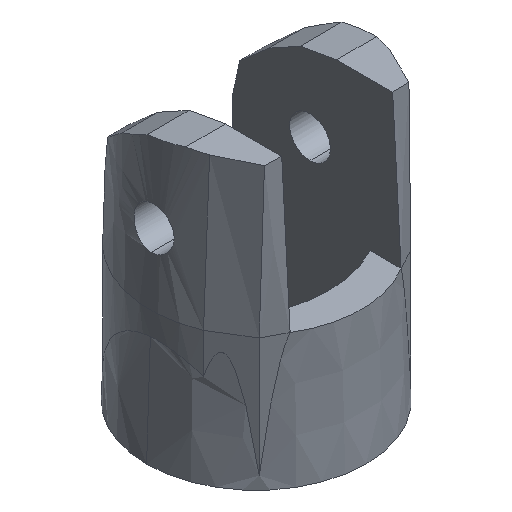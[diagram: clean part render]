
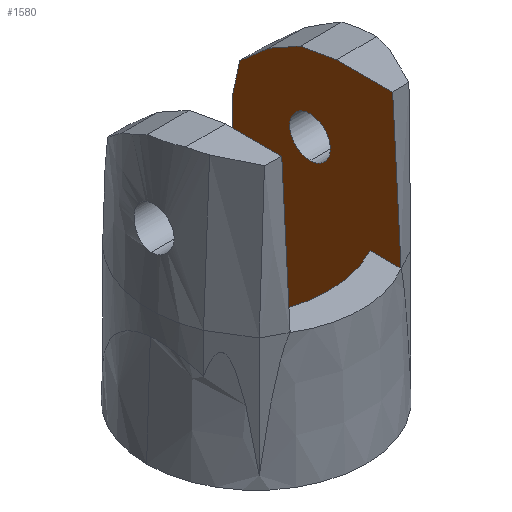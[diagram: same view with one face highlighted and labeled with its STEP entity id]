
A CAD part, isometric view. The second image highlights one B-rep face of the part: STEP entity #1580.
In plain terms, the highlighted planar face has unit normal (-1, 0, 0).
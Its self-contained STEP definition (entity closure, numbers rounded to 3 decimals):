
#11 = DIRECTION ( 'NONE',  ( 0., 0., 1. ) ) ;
#20 = EDGE_CURVE ( 'NONE', #1331, #186, #1073, .T. ) ;
#51 = CARTESIAN_POINT ( 'NONE',  ( 15.36, 5.531, 21.7 ) ) ;
#62 = CARTESIAN_POINT ( 'NONE',  ( 15.36, -6.862, 21.7 ) ) ;
#96 = CIRCLE ( 'NONE', #1718, 1.575 ) ;
#118 = EDGE_CURVE ( 'NONE', #1438, #507, #556, .T. ) ;
#133 = VERTEX_POINT ( 'NONE', #494 ) ;
#143 = CARTESIAN_POINT ( 'NONE',  ( 15.36, -0.452, 15.484 ) ) ;
#180 = ORIENTED_EDGE ( 'NONE', *, *, #479, .F. ) ;
#183 = CARTESIAN_POINT ( 'NONE',  ( 15.36, 3.183, 0. ) ) ;
#186 = VERTEX_POINT ( 'NONE', #1307 ) ;
#237 = VECTOR ( 'NONE', #819, 1000. ) ;
#265 = DIRECTION ( 'NONE',  ( -1., 0., 0. ) ) ;
#268 = ORIENTED_EDGE ( 'NONE', *, *, #568, .F. ) ;
#281 = LINE ( 'NONE', #1253, #1467 ) ;
#300 = FACE_OUTER_BOUND ( 'NONE', #712, .T. ) ;
#322 = VERTEX_POINT ( 'NONE', #62 ) ;
#368 = CARTESIAN_POINT ( 'NONE',  ( 15.36, -5.117, -0.001 ) ) ;
#374 = CARTESIAN_POINT ( 'NONE',  ( 15.36, 0.318, 21.199 ) ) ;
#375 = VECTOR ( 'NONE', #386, 1000. ) ;
#386 = DIRECTION ( 'NONE',  ( 0., -1., 0. ) ) ;
#401 = CARTESIAN_POINT ( 'NONE',  ( 15.36, 3.183, 10.2 ) ) ;
#404 = DIRECTION ( 'NONE',  ( 0., 0., 1. ) ) ;
#407 = CARTESIAN_POINT ( 'NONE',  ( 15.36, -0.589, 10.2 ) ) ;
#443 = EDGE_CURVE ( 'NONE', #449, #133, #1514, .T. ) ;
#449 = VERTEX_POINT ( 'NONE', #1347 ) ;
#474 = FACE_BOUND ( 'NONE', #1650, .T. ) ;
#477 = VERTEX_POINT ( 'NONE', #1130 ) ;
#479 = EDGE_CURVE ( 'NONE', #692, #1474, #898, .T. ) ;
#494 = CARTESIAN_POINT ( 'NONE',  ( 15.36, 5.531, 15.439 ) ) ;
#507 = VERTEX_POINT ( 'NONE', #1119 ) ;
#516 = EDGE_CURVE ( 'NONE', #1438, #1324, #281, .T. ) ;
#532 = LINE ( 'NONE', #685, #237 ) ;
#533 = VECTOR ( 'NONE', #1267, 1000. ) ;
#554 = VECTOR ( 'NONE', #1372, 1000. ) ;
#556 = LINE ( 'NONE', #183, #704 ) ;
#562 = CARTESIAN_POINT ( 'NONE',  ( 15.36, 2.755, 19.845 ) ) ;
#568 = EDGE_CURVE ( 'NONE', #133, #692, #1263, .T. ) ;
#597 = DIRECTION ( 'NONE',  ( 0., -1., 0. ) ) ;
#632 = CARTESIAN_POINT ( 'NONE',  ( 15.36, 4.981, 17.895 ) ) ;
#665 = CARTESIAN_POINT ( 'NONE',  ( 15.36, -0.452, 13.909 ) ) ;
#672 = VECTOR ( 'NONE', #813, 1000. ) ;
#675 = ORIENTED_EDGE ( 'NONE', *, *, #1195, .F. ) ;
#685 = CARTESIAN_POINT ( 'NONE',  ( 15.36, -7.513, 10.2 ) ) ;
#692 = VERTEX_POINT ( 'NONE', #632 ) ;
#704 = VECTOR ( 'NONE', #597, 1000. ) ;
#708 = CARTESIAN_POINT ( 'NONE',  ( 15.36, 3.183, -0.001 ) ) ;
#710 = CARTESIAN_POINT ( 'NONE',  ( 15.36, 8.715, 1.239 ) ) ;
#712 = EDGE_LOOP ( 'NONE', ( #268, #958, #1239, #1642, #1471, #1089, #1640, #1412, #1300, #675, #1145, #180 ) ) ;
#713 = DIRECTION ( 'NONE',  ( -1., 0., 0. ) ) ;
#718 = DIRECTION ( 'NONE',  ( 0., -0.219, 0.976 ) ) ;
#721 = VECTOR ( 'NONE', #1148, 1000. ) ;
#732 = EDGE_CURVE ( 'NONE', #507, #477, #1175, .T. ) ;
#783 = VECTOR ( 'NONE', #964, 1000. ) ;
#786 = VECTOR ( 'NONE', #11, 1000. ) ;
#797 = VECTOR ( 'NONE', #1744, 1000. ) ;
#813 = DIRECTION ( 'NONE',  ( 0., -0.874, 0.486 ) ) ;
#819 = DIRECTION ( 'NONE',  ( 0., 0.057, 0.998 ) ) ;
#838 = CARTESIAN_POINT ( 'NONE',  ( 15.36, 6.741, 20.06 ) ) ;
#856 = DIRECTION ( 'NONE',  ( 0., 0., 1. ) ) ;
#859 = VECTOR ( 'NONE', #718, 1000. ) ;
#862 = CARTESIAN_POINT ( 'NONE',  ( 15.36, 12.834, 11.014 ) ) ;
#869 = ORIENTED_EDGE ( 'NONE', *, *, #1554, .F. ) ;
#898 = LINE ( 'NONE', #862, #533 ) ;
#941 = AXIS2_PLACEMENT_3D ( 'NONE', #708, #1393, #1286 ) ;
#958 = ORIENTED_EDGE ( 'NONE', *, *, #443, .F. ) ;
#964 = DIRECTION ( 'NONE',  ( 0., 1., 0. ) ) ;
#991 = CARTESIAN_POINT ( 'NONE',  ( 15.36, -7.513, 10.2 ) ) ;
#1032 = AXIS2_PLACEMENT_3D ( 'NONE', #1227, #265, #404 ) ;
#1073 = CIRCLE ( 'NONE', #1032, 1.575 ) ;
#1081 = CARTESIAN_POINT ( 'NONE',  ( 15.36, 5.531, 10.2 ) ) ;
#1087 = LINE ( 'NONE', #1236, #672 ) ;
#1089 = ORIENTED_EDGE ( 'NONE', *, *, #732, .T. ) ;
#1096 = LINE ( 'NONE', #51, #721 ) ;
#1102 = CARTESIAN_POINT ( 'NONE',  ( 15.36, 3.183, 0. ) ) ;
#1119 = CARTESIAN_POINT ( 'NONE',  ( 15.36, -5.117, 0. ) ) ;
#1130 = CARTESIAN_POINT ( 'NONE',  ( 15.36, -5.117, 10.2 ) ) ;
#1145 = ORIENTED_EDGE ( 'NONE', *, *, #1149, .F. ) ;
#1148 = DIRECTION ( 'NONE',  ( 0., -1., 0. ) ) ;
#1149 = EDGE_CURVE ( 'NONE', #1474, #1405, #1087, .T. ) ;
#1170 = EDGE_CURVE ( 'NONE', #1683, #322, #532, .T. ) ;
#1175 = LINE ( 'NONE', #368, #797 ) ;
#1195 = EDGE_CURVE ( 'NONE', #1405, #1234, #1261, .T. ) ;
#1227 = CARTESIAN_POINT ( 'NONE',  ( 15.36, -0.452, 15.484 ) ) ;
#1234 = VERTEX_POINT ( 'NONE', #1492 ) ;
#1236 = CARTESIAN_POINT ( 'NONE',  ( 15.36, 11.506, 14.985 ) ) ;
#1239 = ORIENTED_EDGE ( 'NONE', *, *, #1374, .T. ) ;
#1253 = CARTESIAN_POINT ( 'NONE',  ( 15.36, 3.183, -0.001 ) ) ;
#1261 = LINE ( 'NONE', #838, #554 ) ;
#1262 = DIRECTION ( 'NONE',  ( 0., 0., 1. ) ) ;
#1263 = LINE ( 'NONE', #710, #859 ) ;
#1267 = DIRECTION ( 'NONE',  ( 0., -0.752, 0.659 ) ) ;
#1286 = DIRECTION ( 'NONE',  ( 0., 0., -1. ) ) ;
#1300 = ORIENTED_EDGE ( 'NONE', *, *, #1611, .F. ) ;
#1307 = CARTESIAN_POINT ( 'NONE',  ( 15.36, -0.452, 17.059 ) ) ;
#1324 = VERTEX_POINT ( 'NONE', #401 ) ;
#1331 = VERTEX_POINT ( 'NONE', #665 ) ;
#1345 = ORIENTED_EDGE ( 'NONE', *, *, #20, .F. ) ;
#1347 = CARTESIAN_POINT ( 'NONE',  ( 15.36, 5.531, 10.2 ) ) ;
#1372 = DIRECTION ( 'NONE',  ( 0., -0.985, 0.175 ) ) ;
#1374 = EDGE_CURVE ( 'NONE', #449, #1324, #1422, .T. ) ;
#1393 = DIRECTION ( 'NONE',  ( 1., 0., 0. ) ) ;
#1405 = VERTEX_POINT ( 'NONE', #374 ) ;
#1412 = ORIENTED_EDGE ( 'NONE', *, *, #1170, .T. ) ;
#1422 = LINE ( 'NONE', #1081, #375 ) ;
#1438 = VERTEX_POINT ( 'NONE', #1102 ) ;
#1467 = VECTOR ( 'NONE', #856, 1000. ) ;
#1471 = ORIENTED_EDGE ( 'NONE', *, *, #118, .T. ) ;
#1474 = VERTEX_POINT ( 'NONE', #562 ) ;
#1492 = CARTESIAN_POINT ( 'NONE',  ( 15.36, -2.508, 21.7 ) ) ;
#1505 = CARTESIAN_POINT ( 'NONE',  ( 15.36, 5.531, 15.95 ) ) ;
#1514 = LINE ( 'NONE', #1505, #786 ) ;
#1527 = EDGE_CURVE ( 'NONE', #1683, #477, #1533, .T. ) ;
#1533 = LINE ( 'NONE', #407, #783 ) ;
#1554 = EDGE_CURVE ( 'NONE', #186, #1331, #96, .T. ) ;
#1580 = ADVANCED_FACE ( 'NONE', ( #474, #300 ), #1703, .F. ) ;
#1611 = EDGE_CURVE ( 'NONE', #1234, #322, #1096, .T. ) ;
#1640 = ORIENTED_EDGE ( 'NONE', *, *, #1527, .F. ) ;
#1642 = ORIENTED_EDGE ( 'NONE', *, *, #516, .F. ) ;
#1650 = EDGE_LOOP ( 'NONE', ( #869, #1345 ) ) ;
#1683 = VERTEX_POINT ( 'NONE', #991 ) ;
#1703 = PLANE ( 'NONE',  #941 ) ;
#1718 = AXIS2_PLACEMENT_3D ( 'NONE', #143, #713, #1262 ) ;
#1744 = DIRECTION ( 'NONE',  ( 0., 0., 1. ) ) ;
